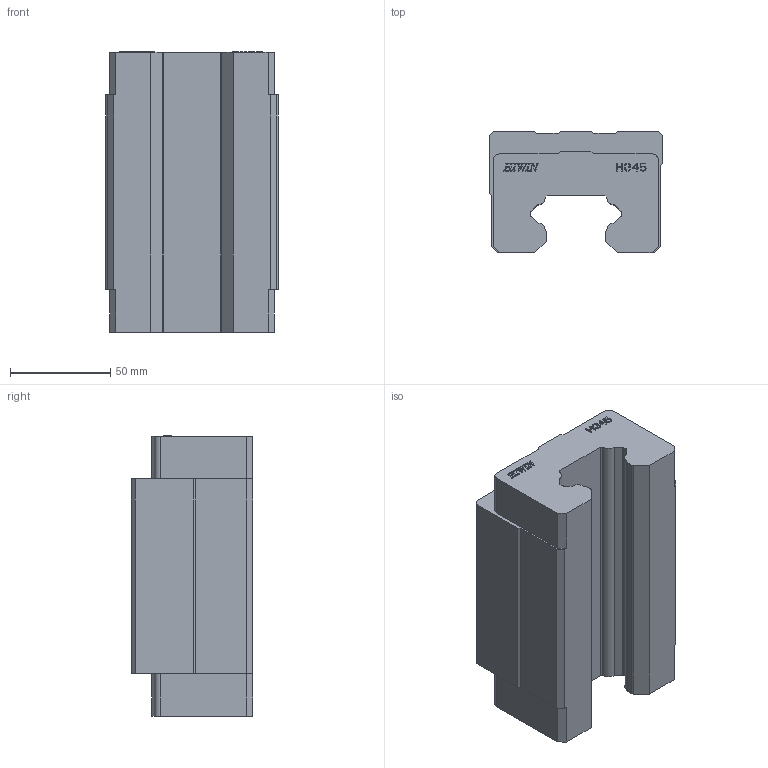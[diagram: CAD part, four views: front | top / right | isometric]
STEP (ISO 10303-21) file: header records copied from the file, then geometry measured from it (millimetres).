
FILE_DESCRIPTION (( 'STEP AP203' ), '1' );
FILE_NAME ('HGH45CA.STEP', '2007-01-11T08:56:02', ( 'HIWIN GmbH' ), ( '77654 Offenburg' ), 'SwSTEP 2.0', 'SolidWorks 2006104', '' );
FILE_SCHEMA (( 'CONFIG_CONTROL_DESIGN' ));
Length unit declared in the file: millimetre
Products named in the file (1): HGH45CA
Bounding box: 86 x 60.5 x 139.7 mm (x, y, z)
Volume: 518549.3 mm3; surface area: 58223.4 mm2
Topology: 1 solids, 1 shells, 337 faces, 963 edges, 642 vertices
Faces by surface type: plane 253, bspline 60, cylinder 24
Entity records: 12118 total; most frequent: CARTESIAN_POINT 3599, ORIENTED_EDGE 1926, DIRECTION 1447, EDGE_CURVE 963, VECTOR 795, LINE 795, VERTEX_POINT 642, EDGE_LOOP 351
